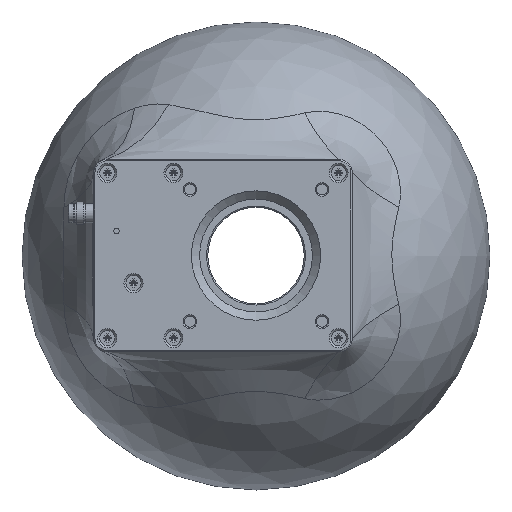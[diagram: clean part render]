
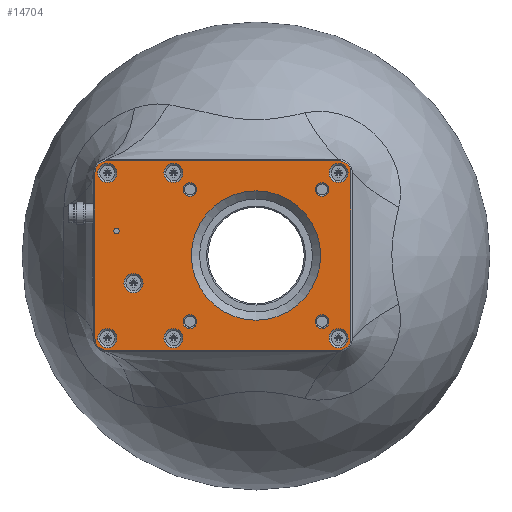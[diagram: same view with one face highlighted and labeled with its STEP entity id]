
A CAD part, top view. The second image highlights one B-rep face of the part: STEP entity #14704.
In plain terms, the highlighted planar face has unit normal (0, 0, 1).
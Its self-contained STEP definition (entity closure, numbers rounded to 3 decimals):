
#1105=LINE('',#21635,#2173);
#1109=LINE('',#21647,#2177);
#1114=LINE('',#21660,#2182);
#1117=LINE('',#21669,#2185);
#2173=VECTOR('',#18033,1000.);
#2177=VECTOR('',#18045,1000.);
#2182=VECTOR('',#18058,1000.);
#2185=VECTOR('',#18069,1000.);
#2790=PLANE('',#15536);
#5301=ORIENTED_EDGE('',*,*,#6615,.F.);
#5302=ORIENTED_EDGE('',*,*,#6616,.T.);
#5303=ORIENTED_EDGE('',*,*,#6614,.T.);
#5304=ORIENTED_EDGE('',*,*,#6613,.T.);
#5305=ORIENTED_EDGE('',*,*,#6612,.T.);
#5306=ORIENTED_EDGE('',*,*,#6611,.T.);
#5307=ORIENTED_EDGE('',*,*,#6610,.T.);
#5308=ORIENTED_EDGE('',*,*,#6609,.T.);
#5309=ORIENTED_EDGE('',*,*,#6606,.T.);
#5310=ORIENTED_EDGE('',*,*,#6617,.T.);
#5311=ORIENTED_EDGE('',*,*,#6595,.T.);
#5312=ORIENTED_EDGE('',*,*,#6584,.T.);
#5313=ORIENTED_EDGE('',*,*,#6582,.T.);
#5314=ORIENTED_EDGE('',*,*,#6536,.T.);
#5315=ORIENTED_EDGE('',*,*,#6514,.F.);
#5316=ORIENTED_EDGE('',*,*,#6518,.T.);
#5317=ORIENTED_EDGE('',*,*,#6521,.F.);
#5318=ORIENTED_EDGE('',*,*,#6524,.T.);
#5319=ORIENTED_EDGE('',*,*,#6527,.F.);
#5320=ORIENTED_EDGE('',*,*,#6531,.T.);
#5321=ORIENTED_EDGE('',*,*,#6534,.F.);
#6514=EDGE_CURVE('',#7279,#7280,#7485,.T.);
#6518=EDGE_CURVE('',#7279,#7283,#1105,.T.);
#6521=EDGE_CURVE('',#7285,#7283,#7487,.T.);
#6524=EDGE_CURVE('',#7285,#7287,#1109,.T.);
#6527=EDGE_CURVE('',#7288,#7287,#7489,.T.);
#6531=EDGE_CURVE('',#7288,#7291,#1114,.T.);
#6534=EDGE_CURVE('',#7293,#7291,#7492,.T.);
#6536=EDGE_CURVE('',#7293,#7280,#1117,.T.);
#6582=EDGE_CURVE('',#7319,#7319,#7498,.T.);
#6584=EDGE_CURVE('',#7321,#7321,#7500,.T.);
#6595=EDGE_CURVE('',#7330,#7330,#7505,.T.);
#6606=EDGE_CURVE('',#7339,#7339,#7510,.T.);
#6609=EDGE_CURVE('',#7342,#7342,#7513,.T.);
#6610=EDGE_CURVE('',#7343,#7343,#7514,.T.);
#6611=EDGE_CURVE('',#7344,#7344,#7515,.T.);
#6612=EDGE_CURVE('',#7345,#7345,#7516,.T.);
#6613=EDGE_CURVE('',#7346,#7346,#7517,.T.);
#6614=EDGE_CURVE('',#7347,#7347,#7518,.T.);
#6615=EDGE_CURVE('',#7348,#7348,#7519,.T.);
#6616=EDGE_CURVE('',#7349,#7349,#7520,.T.);
#6617=EDGE_CURVE('',#7350,#7350,#7521,.T.);
#7279=VERTEX_POINT('',#21625);
#7280=VERTEX_POINT('',#21627);
#7283=VERTEX_POINT('',#21634);
#7285=VERTEX_POINT('',#21640);
#7287=VERTEX_POINT('',#21646);
#7288=VERTEX_POINT('',#21651);
#7291=VERTEX_POINT('',#21659);
#7293=VERTEX_POINT('',#21665);
#7319=VERTEX_POINT('',#21763);
#7321=VERTEX_POINT('',#21768);
#7330=VERTEX_POINT('',#21799);
#7339=VERTEX_POINT('',#21830);
#7342=VERTEX_POINT('',#21839);
#7343=VERTEX_POINT('',#21842);
#7344=VERTEX_POINT('',#21845);
#7345=VERTEX_POINT('',#21848);
#7346=VERTEX_POINT('',#21851);
#7347=VERTEX_POINT('',#21854);
#7348=VERTEX_POINT('',#21857);
#7349=VERTEX_POINT('',#21860);
#7350=VERTEX_POINT('',#21862);
#7485=CIRCLE('',#15452,4.5);
#7487=CIRCLE('',#15456,4.5);
#7489=CIRCLE('',#15460,4.5);
#7492=CIRCLE('',#15465,4.5);
#7498=CIRCLE('',#15494,3.47);
#7500=CIRCLE('',#15497,2.5);
#7505=CIRCLE('',#15507,2.5);
#7510=CIRCLE('',#15517,2.5);
#7513=CIRCLE('',#15523,3.47);
#7514=CIRCLE('',#15525,3.47);
#7515=CIRCLE('',#15527,3.47);
#7516=CIRCLE('',#15529,3.47);
#7517=CIRCLE('',#15531,3.47);
#7518=CIRCLE('',#15533,3.47);
#7519=CIRCLE('',#15535,1.);
#7520=CIRCLE('',#15537,23.5);
#7521=CIRCLE('',#15538,2.5);
#8327=EDGE_LOOP('',(#5301));
#8328=EDGE_LOOP('',(#5302));
#8329=EDGE_LOOP('',(#5303));
#8330=EDGE_LOOP('',(#5304));
#8331=EDGE_LOOP('',(#5305));
#8332=EDGE_LOOP('',(#5306));
#8333=EDGE_LOOP('',(#5307));
#8334=EDGE_LOOP('',(#5308));
#8335=EDGE_LOOP('',(#5309));
#8336=EDGE_LOOP('',(#5310));
#8337=EDGE_LOOP('',(#5311));
#8338=EDGE_LOOP('',(#5312));
#8339=EDGE_LOOP('',(#5313));
#8340=EDGE_LOOP('',(#5314,#5315,#5316,#5317,#5318,#5319,#5320,#5321));
#9167=FACE_BOUND('',#8327,.T.);
#9168=FACE_BOUND('',#8328,.T.);
#9169=FACE_BOUND('',#8329,.T.);
#9170=FACE_BOUND('',#8330,.T.);
#9171=FACE_BOUND('',#8331,.T.);
#9172=FACE_BOUND('',#8332,.T.);
#9173=FACE_BOUND('',#8333,.T.);
#9174=FACE_BOUND('',#8334,.T.);
#9175=FACE_BOUND('',#8335,.T.);
#9176=FACE_BOUND('',#8336,.T.);
#9177=FACE_BOUND('',#8337,.T.);
#9178=FACE_BOUND('',#8338,.T.);
#9179=FACE_BOUND('',#8339,.T.);
#9180=FACE_BOUND('',#8340,.T.);
#14704=ADVANCED_FACE('',(#9167,#9168,#9169,#9170,#9171,#9172,#9173,#9174,
#9175,#9176,#9177,#9178,#9179,#9180),#2790,.F.);
#15452=AXIS2_PLACEMENT_3D('',#21626,#18025,#18026);
#15456=AXIS2_PLACEMENT_3D('',#21641,#18038,#18039);
#15460=AXIS2_PLACEMENT_3D('',#21653,#18050,#18051);
#15465=AXIS2_PLACEMENT_3D('',#21666,#18064,#18065);
#15494=AXIS2_PLACEMENT_3D('',#21762,#18164,#18165);
#15497=AXIS2_PLACEMENT_3D('',#21767,#18170,#18171);
#15507=AXIS2_PLACEMENT_3D('',#21798,#18194,#18195);
#15517=AXIS2_PLACEMENT_3D('',#21829,#18218,#18219);
#15523=AXIS2_PLACEMENT_3D('',#21838,#18230,#18231);
#15525=AXIS2_PLACEMENT_3D('',#21841,#18234,#18235);
#15527=AXIS2_PLACEMENT_3D('',#21844,#18238,#18239);
#15529=AXIS2_PLACEMENT_3D('',#21847,#18242,#18243);
#15531=AXIS2_PLACEMENT_3D('',#21850,#18246,#18247);
#15533=AXIS2_PLACEMENT_3D('',#21853,#18250,#18251);
#15535=AXIS2_PLACEMENT_3D('',#21856,#18254,#18255);
#15536=AXIS2_PLACEMENT_3D('',#21858,#18256,#18257);
#15537=AXIS2_PLACEMENT_3D('',#21859,#18258,#18259);
#15538=AXIS2_PLACEMENT_3D('',#21861,#18260,#18261);
#18025=DIRECTION('',(0.,0.,-1.));
#18026=DIRECTION('',(-1.,0.,0.));
#18033=DIRECTION('',(1.,0.,0.));
#18038=DIRECTION('',(0.,0.,-1.));
#18039=DIRECTION('',(-1.,0.,0.));
#18045=DIRECTION('',(0.,1.,0.));
#18050=DIRECTION('',(0.,0.,-1.));
#18051=DIRECTION('',(-1.,0.,0.));
#18058=DIRECTION('',(-1.,0.,0.));
#18064=DIRECTION('',(0.,0.,-1.));
#18065=DIRECTION('',(-1.,0.,0.));
#18069=DIRECTION('',(0.,-1.,0.));
#18164=DIRECTION('',(0.,0.,-1.));
#18165=DIRECTION('',(0.,1.,0.));
#18170=DIRECTION('',(0.,0.,-1.));
#18171=DIRECTION('',(0.,-1.,0.));
#18194=DIRECTION('',(0.,0.,-1.));
#18195=DIRECTION('',(0.,-1.,0.));
#18218=DIRECTION('',(0.,0.,-1.));
#18219=DIRECTION('',(0.,-1.,0.));
#18230=DIRECTION('',(0.,0.,-1.));
#18231=DIRECTION('',(0.,1.,0.));
#18234=DIRECTION('',(0.,0.,-1.));
#18235=DIRECTION('',(0.,1.,0.));
#18238=DIRECTION('',(0.,0.,-1.));
#18239=DIRECTION('',(0.,1.,0.));
#18242=DIRECTION('',(0.,0.,-1.));
#18243=DIRECTION('',(0.,1.,0.));
#18246=DIRECTION('',(0.,0.,-1.));
#18247=DIRECTION('',(0.,1.,0.));
#18250=DIRECTION('',(0.,0.,-1.));
#18251=DIRECTION('',(0.,1.,0.));
#18254=DIRECTION('',(0.,0.,1.));
#18255=DIRECTION('',(0.,1.,0.));
#18256=DIRECTION('',(0.,0.,-1.));
#18257=DIRECTION('',(-1.,0.,0.));
#18258=DIRECTION('',(0.,0.,-1.));
#18259=DIRECTION('',(-1.,0.,0.));
#18260=DIRECTION('',(0.,0.,-1.));
#18261=DIRECTION('',(0.,-1.,0.));
#21625=CARTESIAN_POINT('',(-54.,-34.5,94.));
#21626=CARTESIAN_POINT('',(-54.,-30.,94.));
#21627=CARTESIAN_POINT('',(-58.5,-30.,94.));
#21634=CARTESIAN_POINT('',(30.,-34.5,94.));
#21635=CARTESIAN_POINT('',(30.,-34.5,94.));
#21640=CARTESIAN_POINT('',(34.5,-30.,94.));
#21641=CARTESIAN_POINT('',(30.,-30.,94.));
#21646=CARTESIAN_POINT('',(34.5,30.,94.));
#21647=CARTESIAN_POINT('',(34.5,30.,94.));
#21651=CARTESIAN_POINT('',(30.,34.5,94.));
#21653=CARTESIAN_POINT('',(30.,30.,94.));
#21659=CARTESIAN_POINT('',(-54.,34.5,94.));
#21660=CARTESIAN_POINT('',(-54.,34.5,94.));
#21665=CARTESIAN_POINT('',(-58.5,30.,94.));
#21666=CARTESIAN_POINT('',(-54.,30.,94.));
#21669=CARTESIAN_POINT('',(-58.5,-30.,94.));
#21762=CARTESIAN_POINT('',(-44.5,-10.,94.));
#21763=CARTESIAN_POINT('',(-44.5,-6.53,94.));
#21767=CARTESIAN_POINT('',(-24.,24.,94.));
#21768=CARTESIAN_POINT('',(-24.,21.5,94.));
#21798=CARTESIAN_POINT('',(-24.,-24.,94.));
#21799=CARTESIAN_POINT('',(-24.,-26.5,94.));
#21829=CARTESIAN_POINT('',(24.,24.,94.));
#21830=CARTESIAN_POINT('',(24.,21.5,94.));
#21838=CARTESIAN_POINT('',(30.,-30.,94.));
#21839=CARTESIAN_POINT('',(30.,-26.53,94.));
#21841=CARTESIAN_POINT('',(30.,30.,94.));
#21842=CARTESIAN_POINT('',(30.,33.47,94.));
#21844=CARTESIAN_POINT('',(-54.,30.,94.));
#21845=CARTESIAN_POINT('',(-54.,33.47,94.));
#21847=CARTESIAN_POINT('',(-54.,-30.,94.));
#21848=CARTESIAN_POINT('',(-54.,-26.53,94.));
#21850=CARTESIAN_POINT('',(-30.,30.,94.));
#21851=CARTESIAN_POINT('',(-30.,33.47,94.));
#21853=CARTESIAN_POINT('',(-30.,-30.,94.));
#21854=CARTESIAN_POINT('',(-30.,-26.53,94.));
#21856=CARTESIAN_POINT('',(-50.7,8.9,94.));
#21857=CARTESIAN_POINT('',(-50.7,9.9,94.));
#21858=CARTESIAN_POINT('',(30.,30.,94.));
#21859=CARTESIAN_POINT('',(0.,0.,94.));
#21860=CARTESIAN_POINT('',(-23.5,0.,94.));
#21861=CARTESIAN_POINT('',(24.,-24.,94.));
#21862=CARTESIAN_POINT('',(24.,-26.5,94.));
